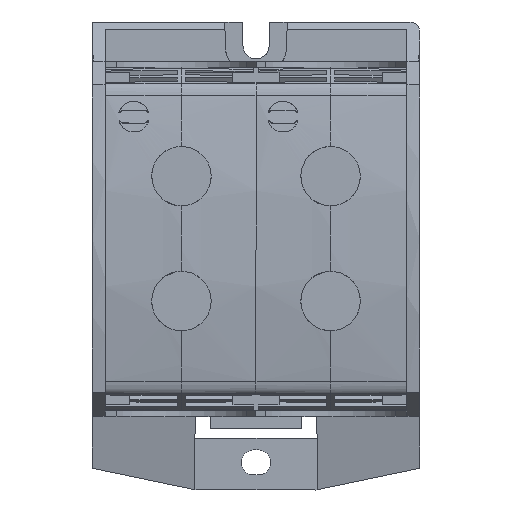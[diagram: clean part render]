
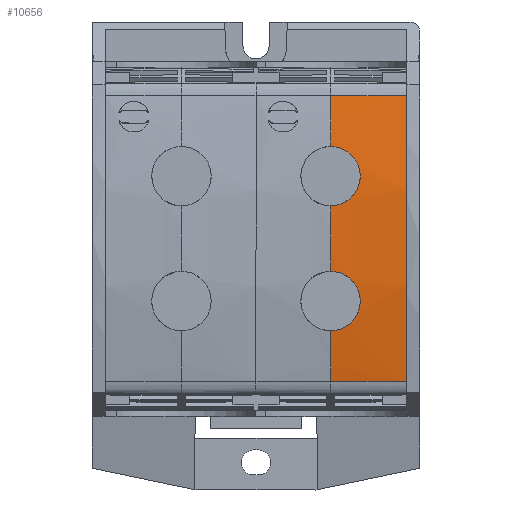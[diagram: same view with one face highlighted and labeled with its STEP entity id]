
A CAD part, top view. The second image highlights one B-rep face of the part: STEP entity #10656.
In plain terms, the highlighted conical face has half-angle 0.5 degrees and reference radius 218.7 mm.
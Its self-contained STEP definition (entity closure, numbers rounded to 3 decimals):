
#10540=AXIS2_PLACEMENT_3D('Cone Axis2P3D',#10537,#10538,#10539) ;
#10544=AXIS2_PLACEMENT_3D('Circle Axis2P3D',#10542,#10543,$) ;
#10551=AXIS2_PLACEMENT_3D('Circle Axis2P3D',#10549,#10550,$) ;
#10592=AXIS2_PLACEMENT_3D('Circle Axis2P3D',#10590,#10591,$) ;
#10633=AXIS2_PLACEMENT_3D('Circle Axis2P3D',#10631,#10632,$) ;
#9985=CARTESIAN_POINT('Vertex',(79.239,99.322,79.035)) ;
#9989=CARTESIAN_POINT('Control Point',(79.239,99.322,79.035)) ;
#9990=CARTESIAN_POINT('Control Point',(79.239,85.026,81.428)) ;
#9991=CARTESIAN_POINT('Control Point',(79.239,70.531,82.635)) ;
#9992=CARTESIAN_POINT('Control Point',(79.239,55.969,82.635)) ;
#9993=CARTESIAN_POINT('Control Point',(79.239,41.474,81.428)) ;
#9994=CARTESIAN_POINT('Control Point',(79.239,27.177,79.035)) ;
#9995=CARTESIAN_POINT('Vertex',(79.239,27.177,79.035)) ;
#10522=CARTESIAN_POINT('Vertex',(60.1,99.35,79.2)) ;
#10526=CARTESIAN_POINT('Control Point',(79.239,99.322,79.035)) ;
#10527=CARTESIAN_POINT('Control Point',(60.1,99.35,79.2)) ;
#10537=CARTESIAN_POINT('Axis2P3D Location',(60.1,63.25,-136.5)) ;
#10542=CARTESIAN_POINT('Axis2P3D Location',(60.1,63.25,-136.5)) ;
#10546=CARTESIAN_POINT('Vertex',(60.1,94.,80.027)) ;
#10549=CARTESIAN_POINT('Axis2P3D Location',(60.1,63.25,-136.5)) ;
#10553=CARTESIAN_POINT('Vertex',(60.1,86.49,80.962)) ;
#10557=CARTESIAN_POINT('Control Point',(60.1,86.49,80.962)) ;
#10558=CARTESIAN_POINT('Control Point',(60.999,86.49,80.954)) ;
#10559=CARTESIAN_POINT('Control Point',(61.897,86.355,80.96)) ;
#10560=CARTESIAN_POINT('Control Point',(62.784,86.085,80.981)) ;
#10561=CARTESIAN_POINT('Control Point',(64.178,85.416,81.039)) ;
#10562=CARTESIAN_POINT('Control Point',(65.434,84.315,81.137)) ;
#10563=CARTESIAN_POINT('Control Point',(65.884,83.829,81.18)) ;
#10564=CARTESIAN_POINT('Control Point',(66.578,82.884,81.262)) ;
#10565=CARTESIAN_POINT('Control Point',(67.103,81.726,81.358)) ;
#10566=CARTESIAN_POINT('Control Point',(67.282,81.219,81.399)) ;
#10567=CARTESIAN_POINT('Control Point',(67.545,80.174,81.481)) ;
#10568=CARTESIAN_POINT('Control Point',(67.616,79.063,81.563)) ;
#10569=CARTESIAN_POINT('Control Point',(67.6,78.519,81.602)) ;
#10570=CARTESIAN_POINT('Control Point',(67.447,77.255,81.689)) ;
#10571=CARTESIAN_POINT('Control Point',(67.054,76.104,81.763)) ;
#10572=CARTESIAN_POINT('Control Point',(66.762,75.499,81.8)) ;
#10573=CARTESIAN_POINT('Control Point',(66.052,74.347,81.868)) ;
#10574=CARTESIAN_POINT('Control Point',(65.19,73.457,81.918)) ;
#10575=CARTESIAN_POINT('Control Point',(64.707,73.054,81.94)) ;
#10576=CARTESIAN_POINT('Control Point',(64.204,72.714,81.959)) ;
#10577=CARTESIAN_POINT('Control Point',(63.688,72.432,81.976)) ;
#10578=CARTESIAN_POINT('Vertex',(63.688,72.432,81.976)) ;
#10582=CARTESIAN_POINT('Control Point',(60.1,71.516,82.044)) ;
#10583=CARTESIAN_POINT('Control Point',(61.013,71.516,82.036)) ;
#10584=CARTESIAN_POINT('Control Point',(61.927,71.663,82.022)) ;
#10585=CARTESIAN_POINT('Control Point',(62.826,71.961,82.003)) ;
#10586=CARTESIAN_POINT('Control Point',(63.688,72.432,81.976)) ;
#10587=CARTESIAN_POINT('Vertex',(60.1,71.516,82.044)) ;
#10590=CARTESIAN_POINT('Axis2P3D Location',(60.1,63.25,-136.5)) ;
#10594=CARTESIAN_POINT('Vertex',(60.1,54.984,82.044)) ;
#10598=CARTESIAN_POINT('Control Point',(60.1,54.984,82.044)) ;
#10599=CARTESIAN_POINT('Control Point',(61.013,54.984,82.036)) ;
#10600=CARTESIAN_POINT('Control Point',(61.927,54.837,82.022)) ;
#10601=CARTESIAN_POINT('Control Point',(62.826,54.539,82.003)) ;
#10602=CARTESIAN_POINT('Control Point',(63.688,54.068,81.976)) ;
#10603=CARTESIAN_POINT('Vertex',(63.688,54.068,81.976)) ;
#10607=CARTESIAN_POINT('Control Point',(60.1,40.01,80.962)) ;
#10608=CARTESIAN_POINT('Control Point',(60.998,40.01,80.954)) ;
#10609=CARTESIAN_POINT('Control Point',(61.897,40.145,80.96)) ;
#10610=CARTESIAN_POINT('Control Point',(62.784,40.415,80.981)) ;
#10611=CARTESIAN_POINT('Control Point',(64.178,41.084,81.039)) ;
#10612=CARTESIAN_POINT('Control Point',(65.433,42.185,81.137)) ;
#10613=CARTESIAN_POINT('Control Point',(65.883,42.671,81.18)) ;
#10614=CARTESIAN_POINT('Control Point',(66.578,43.616,81.262)) ;
#10615=CARTESIAN_POINT('Control Point',(67.103,44.774,81.358)) ;
#10616=CARTESIAN_POINT('Control Point',(67.282,45.281,81.399)) ;
#10617=CARTESIAN_POINT('Control Point',(67.545,46.326,81.481)) ;
#10618=CARTESIAN_POINT('Control Point',(67.616,47.437,81.563)) ;
#10619=CARTESIAN_POINT('Control Point',(67.6,47.981,81.602)) ;
#10620=CARTESIAN_POINT('Control Point',(67.447,49.245,81.689)) ;
#10621=CARTESIAN_POINT('Control Point',(67.054,50.396,81.763)) ;
#10622=CARTESIAN_POINT('Control Point',(66.762,51.001,81.8)) ;
#10623=CARTESIAN_POINT('Control Point',(66.052,52.153,81.868)) ;
#10624=CARTESIAN_POINT('Control Point',(65.19,53.043,81.918)) ;
#10625=CARTESIAN_POINT('Control Point',(64.707,53.446,81.94)) ;
#10626=CARTESIAN_POINT('Control Point',(64.204,53.786,81.959)) ;
#10627=CARTESIAN_POINT('Control Point',(63.688,54.068,81.976)) ;
#10628=CARTESIAN_POINT('Vertex',(60.1,40.01,80.962)) ;
#10631=CARTESIAN_POINT('Axis2P3D Location',(60.1,63.25,-136.5)) ;
#10635=CARTESIAN_POINT('Vertex',(60.1,27.15,79.2)) ;
#10638=CARTESIAN_POINT('Line Origine',(-2487314.452,-3546.664,21488.423)) ;
#10538=DIRECTION('Axis2P3D Direction',(-1.,0.,0.)) ;
#10539=DIRECTION('Axis2P3D XDirection',(0.,-0.165,0.986)) ;
#10543=DIRECTION('Axis2P3D Direction',(-1.,0.,0.)) ;
#10550=DIRECTION('Axis2P3D Direction',(-1.,0.,0.)) ;
#10591=DIRECTION('Axis2P3D Direction',(-1.,0.,0.)) ;
#10632=DIRECTION('Axis2P3D Direction',(-1.,0.,0.)) ;
#10639=DIRECTION('Vector Direction',(-1.,-0.001,0.009)) ;
#10640=VECTOR('Line Direction',#10639,1.) ;
#10644=ORIENTED_EDGE('',*,*,#10528,.T.) ;
#10645=ORIENTED_EDGE('',*,*,#10548,.T.) ;
#10646=ORIENTED_EDGE('',*,*,#10555,.T.) ;
#10647=ORIENTED_EDGE('',*,*,#10580,.T.) ;
#10648=ORIENTED_EDGE('',*,*,#10589,.F.) ;
#10649=ORIENTED_EDGE('',*,*,#10596,.T.) ;
#10650=ORIENTED_EDGE('',*,*,#10605,.T.) ;
#10651=ORIENTED_EDGE('',*,*,#10630,.F.) ;
#10652=ORIENTED_EDGE('',*,*,#10637,.T.) ;
#10653=ORIENTED_EDGE('',*,*,#10642,.F.) ;
#10654=ORIENTED_EDGE('',*,*,#9997,.F.) ;
#10656=ADVANCED_FACE('Koerper.2',(#10655),#10541,.T.) ;
#9988=B_SPLINE_CURVE_WITH_KNOTS('',5,(#9989,#9990,#9991,#9992,#9993,#9994),.UNSPECIFIED.,.F.,.U.,(6,6),(0.,102.558),.UNSPECIFIED.) ;
#10525=B_SPLINE_CURVE_WITH_KNOTS('',1,(#10526,#10527),.UNSPECIFIED.,.F.,.U.,(2,2),(-19.14,0.),.UNSPECIFIED.) ;
#10556=B_SPLINE_CURVE_WITH_KNOTS('',5,(#10557,#10558,#10559,#10560,#10561,#10562,#10563,#10564,#10565,#10566,#10567,#10568,#10569,#10570,#10571,#10572,#10573,#10574,#10575,#10576,#10577),.UNSPECIFIED.,.F.,.U.,(6,3,3,3,3,3,6),(0.,6.841,11.022,13.897,16.624,20.343,24.524),.UNSPECIFIED.) ;
#10581=B_SPLINE_CURVE_WITH_KNOTS('',4,(#10582,#10583,#10584,#10585,#10586),.UNSPECIFIED.,.F.,.U.,(5,5),(0.,5.237),.UNSPECIFIED.) ;
#10597=B_SPLINE_CURVE_WITH_KNOTS('',4,(#10598,#10599,#10600,#10601,#10602),.UNSPECIFIED.,.F.,.U.,(5,5),(0.,5.237),.UNSPECIFIED.) ;
#10606=B_SPLINE_CURVE_WITH_KNOTS('',5,(#10607,#10608,#10609,#10610,#10611,#10612,#10613,#10614,#10615,#10616,#10617,#10618,#10619,#10620,#10621,#10622,#10623,#10624,#10625,#10626,#10627),.UNSPECIFIED.,.F.,.U.,(6,3,3,3,3,3,6),(0.,6.841,11.022,13.897,16.624,20.343,24.524),.UNSPECIFIED.) ;
#10545=CIRCLE('generated circle',#10544,218.7) ;
#10552=CIRCLE('generated circle',#10551,218.7) ;
#10593=CIRCLE('generated circle',#10592,218.7) ;
#10634=CIRCLE('generated circle',#10633,218.7) ;
#10541=CONICAL_SURFACE('Cone',#10540,218.7,0.009) ;
#9997=EDGE_CURVE('',#9986,#9996,#9988,.T.) ;
#10528=EDGE_CURVE('',#9986,#10523,#10525,.T.) ;
#10548=EDGE_CURVE('',#10523,#10547,#10545,.F.) ;
#10555=EDGE_CURVE('',#10547,#10554,#10552,.F.) ;
#10580=EDGE_CURVE('',#10554,#10579,#10556,.T.) ;
#10589=EDGE_CURVE('',#10588,#10579,#10581,.T.) ;
#10596=EDGE_CURVE('',#10588,#10595,#10593,.F.) ;
#10605=EDGE_CURVE('',#10595,#10604,#10597,.T.) ;
#10630=EDGE_CURVE('',#10629,#10604,#10606,.T.) ;
#10637=EDGE_CURVE('',#10629,#10636,#10634,.F.) ;
#10642=EDGE_CURVE('',#9996,#10636,#10641,.T.) ;
#10643=EDGE_LOOP('',(#10644,#10645,#10646,#10647,#10648,#10649,#10650,#10651,#10652,#10653,#10654)) ;
#10655=FACE_OUTER_BOUND('',#10643,.T.) ;
#10641=LINE('Line',#10638,#10640) ;
#9986=VERTEX_POINT('',#9985) ;
#9996=VERTEX_POINT('',#9995) ;
#10523=VERTEX_POINT('',#10522) ;
#10547=VERTEX_POINT('',#10546) ;
#10554=VERTEX_POINT('',#10553) ;
#10579=VERTEX_POINT('',#10578) ;
#10588=VERTEX_POINT('',#10587) ;
#10595=VERTEX_POINT('',#10594) ;
#10604=VERTEX_POINT('',#10603) ;
#10629=VERTEX_POINT('',#10628) ;
#10636=VERTEX_POINT('',#10635) ;
